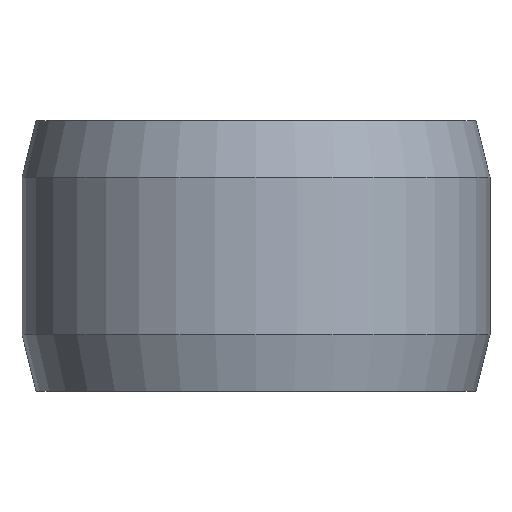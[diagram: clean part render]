
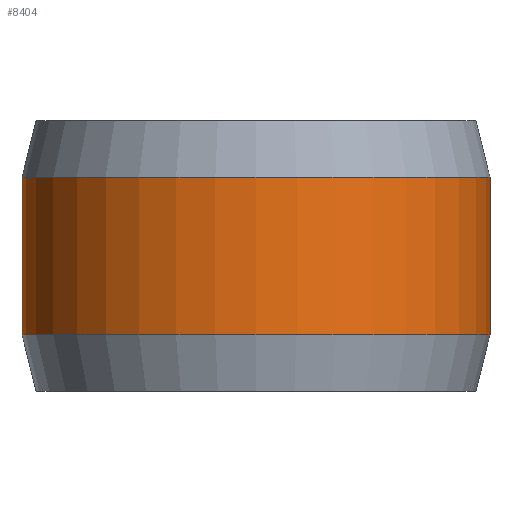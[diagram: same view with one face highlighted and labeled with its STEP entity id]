
A CAD part, left-side view. The second image highlights one B-rep face of the part: STEP entity #8404.
In plain terms, the highlighted cylindrical face has radius 41.5 mm (diameter 83 mm), a partial arc.
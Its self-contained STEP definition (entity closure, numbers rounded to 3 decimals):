
#2389=CARTESIAN_POINT('',(0.,0.,-14.));
#2390=DIRECTION('',(0.,0.,-1.));
#2391=DIRECTION('',(0.,-1.,0.));
#2392=AXIS2_PLACEMENT_3D('',#2389,#2390,#2391);
#2407=DIRECTION('',(0.,0.,1.));
#2408=VECTOR('',#2407,28.);
#2409=CARTESIAN_POINT('',(0.,41.5,-14.));
#2410=LINE('',#2409,#2408);
#2411=DIRECTION('',(0.,0.,1.));
#2412=VECTOR('',#2411,28.);
#2413=CARTESIAN_POINT('',(0.,-41.5,-14.));
#2414=LINE('',#2413,#2412);
#2415=CARTESIAN_POINT('',(0.,0.,14.));
#2416=DIRECTION('',(0.,0.,-1.));
#2417=DIRECTION('',(0.,-1.,0.));
#2418=AXIS2_PLACEMENT_3D('',#2415,#2416,#2417);
#6701=CARTESIAN_POINT('',(0.,41.5,14.));
#6702=CARTESIAN_POINT('',(0.,-41.5,14.));
#6703=VERTEX_POINT('',#6701);
#6704=VERTEX_POINT('',#6702);
#6713=CARTESIAN_POINT('',(0.,41.5,-14.));
#6714=CARTESIAN_POINT('',(0.,-41.5,-14.));
#6715=VERTEX_POINT('',#6713);
#6716=VERTEX_POINT('',#6714);
#8392=CARTESIAN_POINT('',(0.,0.,26.4));
#8393=DIRECTION('',(0.,0.,-1.));
#8394=DIRECTION('',(0.,-1.,0.));
#8395=AXIS2_PLACEMENT_3D('',#8392,#8393,#8394);
#8396=CYLINDRICAL_SURFACE('',#8395,41.5);
#8397=ORIENTED_EDGE('',*,*,#8357,.T.);
#8398=ORIENTED_EDGE('',*,*,#8387,.T.);
#8400=ORIENTED_EDGE('',*,*,#8399,.F.);
#8401=ORIENTED_EDGE('',*,*,#8383,.F.);
#8402=EDGE_LOOP('',(#8397,#8398,#8400,#8401));
#8403=FACE_OUTER_BOUND('',#8402,.F.);
#8404=ADVANCED_FACE('',(#8403),#8396,.T.);
#2393=CIRCLE('',#2392,41.5);
#2419=CIRCLE('',#2418,41.5);
#8357=EDGE_CURVE('',#6716,#6715,#2393,.T.);
#8383=EDGE_CURVE('',#6716,#6704,#2414,.T.);
#8387=EDGE_CURVE('',#6715,#6703,#2410,.T.);
#8399=EDGE_CURVE('',#6704,#6703,#2419,.T.);
